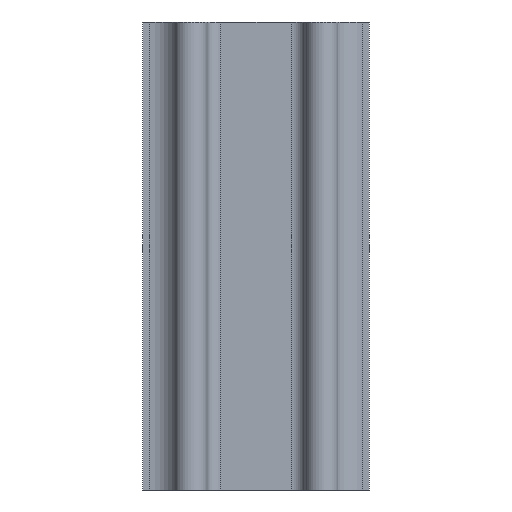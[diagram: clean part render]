
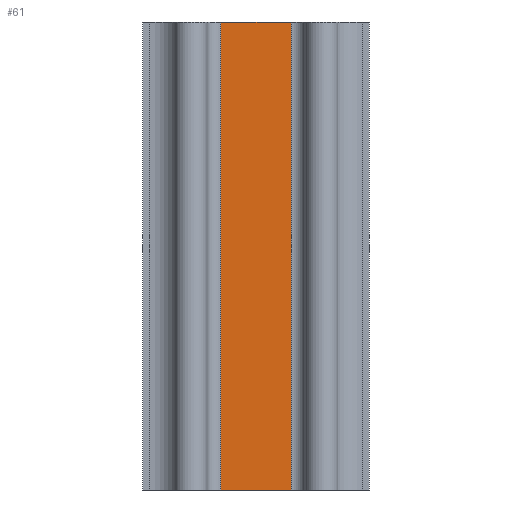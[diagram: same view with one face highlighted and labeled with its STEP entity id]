
A CAD part, front view. The second image highlights one B-rep face of the part: STEP entity #61.
In plain terms, the highlighted planar face has unit normal (0, -1, 0).
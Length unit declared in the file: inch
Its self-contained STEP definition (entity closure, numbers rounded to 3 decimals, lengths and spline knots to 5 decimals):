
#37 = EDGE_LOOP ( 'NONE', ( #737, #246, #281, #740 ) ) ;
#51 = VERTEX_POINT ( 'NONE', #495 ) ;
#61 = ADVANCED_FACE ( 'NONE', ( #524 ), #525, .T. ) ;
#73 = EDGE_CURVE ( 'NONE', #51, #676, #287, .T. ) ;
#79 = EDGE_CURVE ( 'NONE', #51, #749, #324, .T. ) ;
#89 = EDGE_CURVE ( 'NONE', #749, #717, #413, .T. ) ;
#246 = ORIENTED_EDGE ( 'NONE', *, *, #73, .F. ) ;
#252 = CARTESIAN_POINT ( 'NONE',  ( 0.075, -0.06, -1. ) ) ;
#281 = ORIENTED_EDGE ( 'NONE', *, *, #79, .T. ) ;
#287 = LINE ( 'NONE', #288, #289 ) ;
#288 = CARTESIAN_POINT ( 'NONE',  ( -0.075, -0.06, -1. ) ) ;
#289 = VECTOR ( 'NONE', #290, 39.37008 ) ;
#290 = DIRECTION ( 'NONE',  ( 0., 0., 1. ) ) ;
#324 = LINE ( 'NONE', #325, #326 ) ;
#325 = CARTESIAN_POINT ( 'NONE',  ( -0.075, -0.06, -1. ) ) ;
#326 = VECTOR ( 'NONE', #327, 39.37008 ) ;
#327 = DIRECTION ( 'NONE',  ( 1., 0., 0. ) ) ;
#340 = CARTESIAN_POINT ( 'NONE',  ( 0.075, -0.06, 0. ) ) ;
#413 = LINE ( 'NONE', #414, #415 ) ;
#414 = CARTESIAN_POINT ( 'NONE',  ( 0.075, -0.06, -1. ) ) ;
#415 = VECTOR ( 'NONE', #416, 39.37008 ) ;
#416 = DIRECTION ( 'NONE',  ( 0., 0., 1. ) ) ;
#490 = CARTESIAN_POINT ( 'NONE',  ( -0.075, -0.06, 0. ) ) ;
#495 = CARTESIAN_POINT ( 'NONE',  ( -0.075, -0.06, -1. ) ) ;
#524 = FACE_OUTER_BOUND ( 'NONE', #37, .T. ) ;
#525 = PLANE ( 'NONE',  #526 ) ;
#526 = AXIS2_PLACEMENT_3D ( 'NONE', #527, #528, #529 ) ;
#527 = CARTESIAN_POINT ( 'NONE',  ( -0.075, -0.06, -1. ) ) ;
#528 = DIRECTION ( 'NONE',  ( 0., -1., 0. ) ) ;
#529 = DIRECTION ( 'NONE',  ( 0., 0., -1. ) ) ;
#550 = LINE ( 'NONE', #551, #552 ) ;
#551 = CARTESIAN_POINT ( 'NONE',  ( -0.075, -0.06, 0. ) ) ;
#552 = VECTOR ( 'NONE', #553, 39.37008 ) ;
#553 = DIRECTION ( 'NONE',  ( 1., 0., 0. ) ) ;
#676 = VERTEX_POINT ( 'NONE', #490 ) ;
#702 = EDGE_CURVE ( 'NONE', #676, #717, #550, .T. ) ;
#717 = VERTEX_POINT ( 'NONE', #340 ) ;
#737 = ORIENTED_EDGE ( 'NONE', *, *, #702, .F. ) ;
#740 = ORIENTED_EDGE ( 'NONE', *, *, #89, .T. ) ;
#749 = VERTEX_POINT ( 'NONE', #252 ) ;
